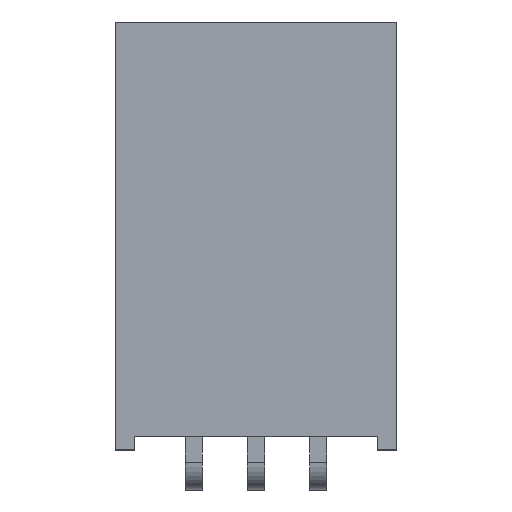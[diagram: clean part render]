
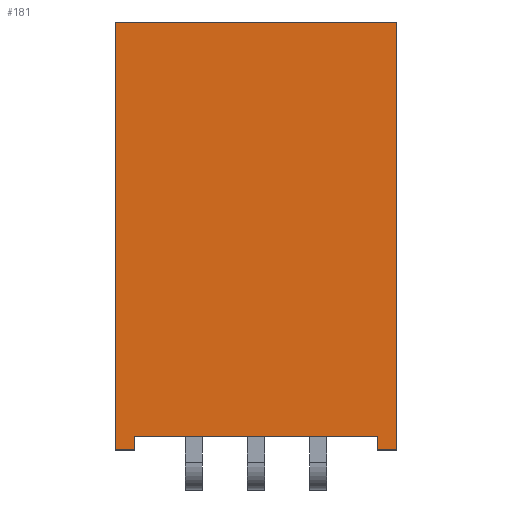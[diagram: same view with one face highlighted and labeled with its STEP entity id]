
A CAD part, top view. The second image highlights one B-rep face of the part: STEP entity #181.
In plain terms, the highlighted planar face has unit normal (0, 0, 1).
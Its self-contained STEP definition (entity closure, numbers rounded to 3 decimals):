
#32 = VERTEX_POINT('',#33);
#33 = CARTESIAN_POINT('',(-4.971,1.503,8.5));
#39 = EDGE_CURVE('',#40,#32,#42,.T.);
#40 = VERTEX_POINT('',#41);
#41 = CARTESIAN_POINT('',(-5.75,1.503,8.5));
#42 = LINE('',#43,#44);
#43 = CARTESIAN_POINT('',(5.75,1.503,8.5));
#44 = VECTOR('',#45,1.);
#45 = DIRECTION('',(1.,0.,0.));
#61 = EDGE_CURVE('',#62,#64,#66,.T.);
#62 = VERTEX_POINT('',#63);
#63 = CARTESIAN_POINT('',(4.971,1.503,8.5));
#64 = VERTEX_POINT('',#65);
#65 = CARTESIAN_POINT('',(5.75,1.503,8.5));
#66 = LINE('',#67,#68);
#67 = CARTESIAN_POINT('',(5.75,1.503,8.5));
#68 = VECTOR('',#69,1.);
#69 = DIRECTION('',(1.,0.,0.));
#110 = VERTEX_POINT('',#111);
#111 = CARTESIAN_POINT('',(5.75,19.003,8.5));
#117 = EDGE_CURVE('',#64,#110,#118,.T.);
#118 = LINE('',#119,#120);
#119 = CARTESIAN_POINT('',(5.75,19.003,8.5));
#120 = VECTOR('',#121,1.);
#121 = DIRECTION('',(0.,1.,0.));
#141 = VERTEX_POINT('',#142);
#142 = CARTESIAN_POINT('',(-5.75,19.003,8.5));
#148 = EDGE_CURVE('',#110,#141,#149,.T.);
#149 = LINE('',#150,#151);
#150 = CARTESIAN_POINT('',(5.75,19.003,8.5));
#151 = VECTOR('',#152,1.);
#152 = DIRECTION('',(-1.,0.,0.));
#170 = EDGE_CURVE('',#141,#40,#171,.T.);
#171 = LINE('',#172,#173);
#172 = CARTESIAN_POINT('',(-5.75,19.003,8.5));
#173 = VECTOR('',#174,1.);
#174 = DIRECTION('',(0.,-1.,0.));
#181 = ADVANCED_FACE('',(#182),#211,.T.);
#182 = FACE_BOUND('',#183,.T.);
#183 = EDGE_LOOP('',(#184,#192,#200,#206,#207,#208,#209,#210));
#184 = ORIENTED_EDGE('',*,*,#185,.F.);
#185 = EDGE_CURVE('',#186,#32,#188,.T.);
#186 = VERTEX_POINT('',#187);
#187 = CARTESIAN_POINT('',(-4.971,2.056,8.5));
#188 = LINE('',#189,#190);
#189 = CARTESIAN_POINT('',(-4.971,1.503,8.5));
#190 = VECTOR('',#191,1.);
#191 = DIRECTION('',(0.,-1.,0.));
#192 = ORIENTED_EDGE('',*,*,#193,.F.);
#193 = EDGE_CURVE('',#194,#186,#196,.T.);
#194 = VERTEX_POINT('',#195);
#195 = CARTESIAN_POINT('',(4.971,2.056,8.5));
#196 = LINE('',#197,#198);
#197 = CARTESIAN_POINT('',(4.971,2.056,8.5));
#198 = VECTOR('',#199,1.);
#199 = DIRECTION('',(-1.,0.,0.));
#200 = ORIENTED_EDGE('',*,*,#201,.F.);
#201 = EDGE_CURVE('',#62,#194,#202,.T.);
#202 = LINE('',#203,#204);
#203 = CARTESIAN_POINT('',(4.971,1.503,8.5));
#204 = VECTOR('',#205,1.);
#205 = DIRECTION('',(0.,1.,0.));
#206 = ORIENTED_EDGE('',*,*,#61,.T.);
#207 = ORIENTED_EDGE('',*,*,#117,.T.);
#208 = ORIENTED_EDGE('',*,*,#148,.T.);
#209 = ORIENTED_EDGE('',*,*,#170,.T.);
#210 = ORIENTED_EDGE('',*,*,#39,.T.);
#211 = PLANE('',#212);
#212 = AXIS2_PLACEMENT_3D('',#213,#214,#215);
#213 = CARTESIAN_POINT('',(0.,0.003,8.5));
#214 = DIRECTION('',(0.,0.,1.));
#215 = DIRECTION('',(-1.,0.,0.));
